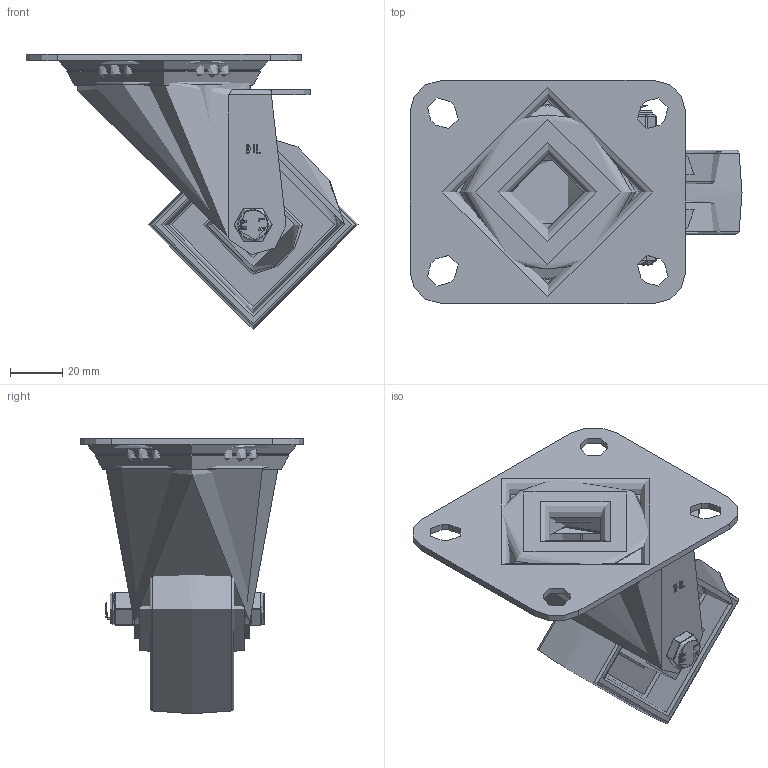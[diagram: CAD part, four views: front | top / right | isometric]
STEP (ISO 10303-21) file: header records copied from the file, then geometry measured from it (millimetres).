
FILE_DESCRIPTION(/* description */ (''),/* implementation_level */ '2;1');
FILE_NAME(/* name */ 'BZMM80PLBBLK.step',/* time_stamp */ '2024-07-25T09:43:26+01:00',/* author */ (''),/* organization */ (''),/* preprocessor_version */ 'ST-DEVELOPER v20',/* originating_system */ 'Autodesk Translation Framework v13.14.0.145',/* authorisation */ '');
FILE_SCHEMA (('AUTOMOTIVE_DESIGN { 1 0 10303 214 3 1 1 }'));
Length unit declared in the file: millimetre
Products named in the file (22): BZMM80PLBBLK; BZMM80AS - 2 v1; ZINC PLATED, PRESSED STEEL TOP PLATE 1; ZINC PLATED, PRESSED STEEL TOP PLATE 1 Geometry; BALL BEARINGS; Component1; ZINC PLATED, PRESSED STEEL FORKS; BEARING SEAL; BZMM80WPLRBBLK v1; POLYPROPYLENE WHEEL; ROLLER BEARING; Pattern; Component1 (1); CAGE; TUBEM12X40 v1; ZINC PLATED STEEL TUBE; HEXBOLTM8X55Z8.8 v2; GRADE 8.8 ZINC PLATED BOLT; NYLOCM8Z v1; NYLOC NUT; NUT; RUBBER
Assembly tree (51 placements, depth 5):
  BZMM80PLBBLK
    BZMM80AS - 2 v1
      ZINC PLATED, PRESSED STEEL TOP PLATE 1
        ZINC PLATED, PRESSED STEEL TOP PLATE 1 Geometry
        BALL BEARINGS
          Component1  x24
      ZINC PLATED, PRESSED STEEL FORKS
      BEARING SEAL
    BZMM80WPLRBBLK v1
      POLYPROPYLENE WHEEL
      ROLLER BEARING
        Pattern
          Component1 (1)  x8
        CAGE
    TUBEM12X40 v1
      ZINC PLATED STEEL TUBE
    HEXBOLTM8X55Z8.8 v2
      GRADE 8.8 ZINC PLATED BOLT
    NYLOCM8Z v1
      NYLOC NUT
        NUT
        RUBBER
Bounding box: 126.5 x 85 x 105 mm (x, y, z)
Volume: 147818.2 mm3; surface area: 86302.6 mm2
Topology: 41 solids, 41 shells, 440 faces, 1053 edges, 664 vertices
Faces by surface type: plane 171, cylinder 147, sphere 48, bspline 39, torus 24, cone 11
Full cylindrical faces by diameter (mm): 0.664 x2, 3.5 x8, 6.446 x7, 7.866 x13, 8 x3, 8.2 x2, 8.4 x1, 8.6 x2, 11.5 x1, 11.9 x1, 12 x1, 12.1 x1, 17.5 x1, 19 x1, 22 x1, 25 x1, 27.5 x1, 31.5 x1, 48 x2, 62 x1, 66 x1
Entity records: 18269 total; most frequent: CARTESIAN_POINT 8344, DIRECTION 1969, ORIENTED_EDGE 1910, EDGE_CURVE 955, AXIS2_PLACEMENT_3D 761, VERTEX_POINT 604, EDGE_LOOP 463, LINE 447
